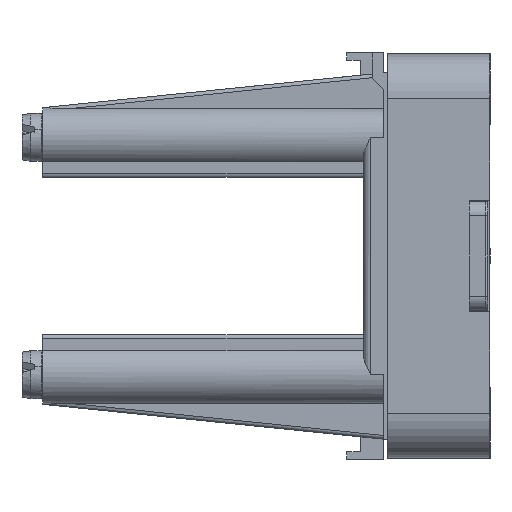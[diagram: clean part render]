
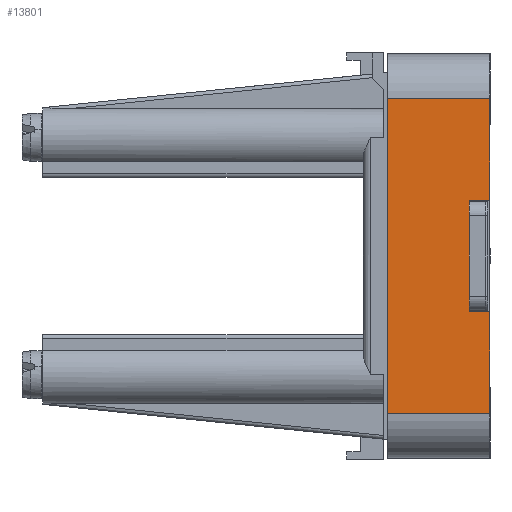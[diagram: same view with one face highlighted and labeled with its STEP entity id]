
A CAD part, left-side view. The second image highlights one B-rep face of the part: STEP entity #13801.
In plain terms, the highlighted planar face has unit normal (-1, 0, 0).
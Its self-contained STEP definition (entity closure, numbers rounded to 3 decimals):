
#1209=DIRECTION('',(0.,0.,1.));
#1210=VECTOR('',#1209,42.5);
#1211=CARTESIAN_POINT('',(-74.85,2.5,-21.25));
#1212=LINE('',#1211,#1210);
#1414=DIRECTION('',(0.,1.,0.));
#1415=VECTOR('',#1414,2.8);
#1416=CARTESIAN_POINT('',(-74.85,-11.3,7.5));
#1417=LINE('',#1416,#1415);
#1492=DIRECTION('',(0.,0.,-1.));
#1493=VECTOR('',#1492,3.9);
#1494=CARTESIAN_POINT('',(-74.85,-8.5,7.4));
#1495=LINE('',#1494,#1493);
#1496=DIRECTION('',(0.,0.,-1.));
#1497=VECTOR('',#1496,3.9);
#1498=CARTESIAN_POINT('',(-74.85,-8.5,-3.5));
#1499=LINE('',#1498,#1497);
#1500=DIRECTION('',(0.,1.,0.));
#1501=VECTOR('',#1500,2.8);
#1502=CARTESIAN_POINT('',(-74.85,-11.3,-7.5));
#1503=LINE('',#1502,#1501);
#1508=DIRECTION('',(0.,0.,-1.));
#1509=VECTOR('',#1508,0.1);
#1510=CARTESIAN_POINT('',(-74.85,-8.5,7.5));
#1511=LINE('',#1510,#1509);
#1536=DIRECTION('',(0.,0.,-1.));
#1537=VECTOR('',#1536,0.1);
#1538=CARTESIAN_POINT('',(-74.85,-8.5,-7.4));
#1539=LINE('',#1538,#1537);
#1590=DIRECTION('',(0.,0.,-1.));
#1591=VECTOR('',#1590,7.);
#1592=CARTESIAN_POINT('',(-74.85,-8.5,3.5));
#1593=LINE('',#1592,#1591);
#2524=DIRECTION('',(0.,0.,-1.));
#2525=VECTOR('',#2524,13.75);
#2526=CARTESIAN_POINT('',(-74.85,-11.3,21.25));
#2527=LINE('',#2526,#2525);
#2634=DIRECTION('',(0.,0.,-1.));
#2635=VECTOR('',#2634,13.75);
#2636=CARTESIAN_POINT('',(-74.85,-11.3,-7.5));
#2637=LINE('',#2636,#2635);
#2858=DIRECTION('',(0.,1.,0.));
#2859=VECTOR('',#2858,13.8);
#2860=CARTESIAN_POINT('',(-74.85,-11.3,21.25));
#2861=LINE('',#2860,#2859);
#6146=DIRECTION('',(0.,-1.,0.));
#6147=VECTOR('',#6146,13.8);
#6148=CARTESIAN_POINT('',(-74.85,2.5,-21.25));
#6149=LINE('',#6148,#6147);
#9718=CARTESIAN_POINT('',(-74.85,2.5,-21.25));
#9720=VERTEX_POINT('',#9718);
#9721=CARTESIAN_POINT('',(-74.85,2.5,21.25));
#9723=VERTEX_POINT('',#9721);
#9941=CARTESIAN_POINT('',(-74.85,-11.3,21.25));
#9942=CARTESIAN_POINT('',(-74.85,-11.3,7.5));
#9943=VERTEX_POINT('',#9941);
#9944=VERTEX_POINT('',#9942);
#9957=CARTESIAN_POINT('',(-74.85,-11.3,-21.25));
#9959=VERTEX_POINT('',#9957);
#9961=CARTESIAN_POINT('',(-74.85,-11.3,-7.5));
#9962=VERTEX_POINT('',#9961);
#9979=CARTESIAN_POINT('',(-74.85,-8.5,7.5));
#9981=VERTEX_POINT('',#9979);
#9989=CARTESIAN_POINT('',(-74.85,-8.5,-7.5));
#9991=VERTEX_POINT('',#9989);
#10830=CARTESIAN_POINT('',(-74.85,-8.5,7.4));
#10831=CARTESIAN_POINT('',(-74.85,-8.5,3.5));
#10832=VERTEX_POINT('',#10830);
#10833=VERTEX_POINT('',#10831);
#10834=CARTESIAN_POINT('',(-74.85,-8.5,-3.5));
#10835=CARTESIAN_POINT('',(-74.85,-8.5,-7.4));
#10836=VERTEX_POINT('',#10834);
#10837=VERTEX_POINT('',#10835);
#13774=CARTESIAN_POINT('',(-74.85,0.,-27.25));
#13775=DIRECTION('',(-1.,0.,0.));
#13776=DIRECTION('',(0.,0.,1.));
#13777=AXIS2_PLACEMENT_3D('',#13774,#13775,#13776);
#13778=PLANE('',#13777);
#13779=ORIENTED_EDGE('',*,*,#13688,.T.);
#13781=ORIENTED_EDGE('',*,*,#13780,.T.);
#13782=ORIENTED_EDGE('',*,*,#13700,.T.);
#13784=ORIENTED_EDGE('',*,*,#13783,.T.);
#13786=ORIENTED_EDGE('',*,*,#13785,.F.);
#13788=ORIENTED_EDGE('',*,*,#13787,.T.);
#13790=ORIENTED_EDGE('',*,*,#13789,.F.);
#13791=ORIENTED_EDGE('',*,*,#13412,.T.);
#13793=ORIENTED_EDGE('',*,*,#13792,.F.);
#13795=ORIENTED_EDGE('',*,*,#13794,.T.);
#13796=ORIENTED_EDGE('',*,*,#13616,.T.);
#13798=ORIENTED_EDGE('',*,*,#13797,.T.);
#13799=EDGE_LOOP('',(#13779,#13781,#13782,#13784,#13786,#13788,#13790,#13791,
#13793,#13795,#13796,#13798));
#13800=FACE_OUTER_BOUND('',#13799,.F.);
#13801=ADVANCED_FACE('',(#13800),#13778,.T.);
#13412=EDGE_CURVE('',#9720,#9723,#1212,.T.);
#13616=EDGE_CURVE('',#9944,#9981,#1417,.T.);
#13688=EDGE_CURVE('',#10832,#10833,#1495,.T.);
#13700=EDGE_CURVE('',#10836,#10837,#1499,.T.);
#13780=EDGE_CURVE('',#10833,#10836,#1593,.T.);
#13783=EDGE_CURVE('',#10837,#9991,#1539,.T.);
#13785=EDGE_CURVE('',#9962,#9991,#1503,.T.);
#13787=EDGE_CURVE('',#9962,#9959,#2637,.T.);
#13789=EDGE_CURVE('',#9720,#9959,#6149,.T.);
#13792=EDGE_CURVE('',#9943,#9723,#2861,.T.);
#13794=EDGE_CURVE('',#9943,#9944,#2527,.T.);
#13797=EDGE_CURVE('',#9981,#10832,#1511,.T.);
